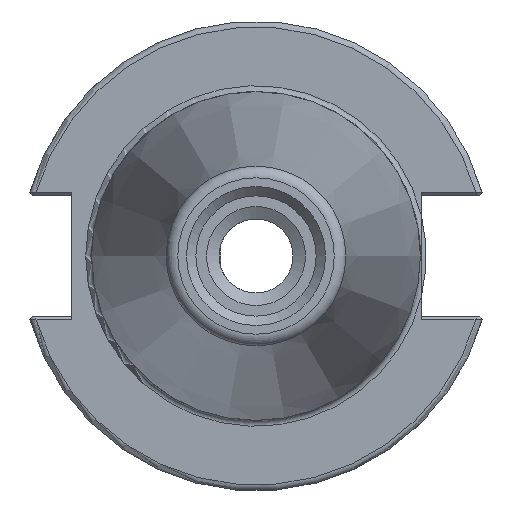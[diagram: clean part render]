
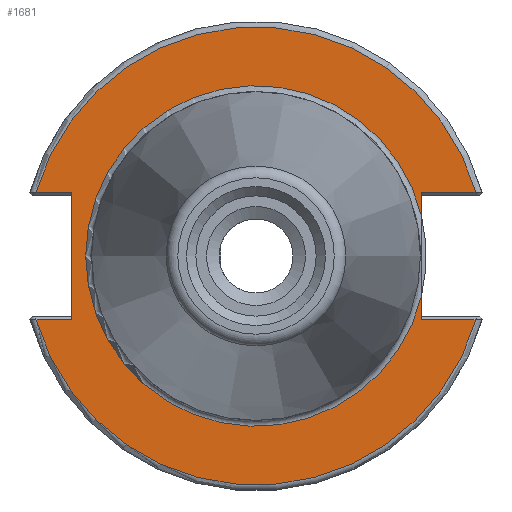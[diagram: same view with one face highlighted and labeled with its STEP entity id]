
A CAD part, left-side view. The second image highlights one B-rep face of the part: STEP entity #1681.
In plain terms, the highlighted planar face has unit normal (-1, 0, 0).
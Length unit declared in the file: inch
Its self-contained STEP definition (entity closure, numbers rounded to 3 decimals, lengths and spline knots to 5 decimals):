
#86=CIRCLE('',#1798,0.90625);
#88=CIRCLE('',#1801,1.21875);
#89=CIRCLE('',#1802,1.21875);
#265=FACE_OUTER_BOUND('',#383,.T.);
#383=EDGE_LOOP('',(#1197,#1198,#1199,#1200,#1201,#1202,#1203,#1204,#1205,
#1206));
#476=LINE('',#2634,#578);
#491=LINE('',#2716,#593);
#494=LINE('',#2725,#596);
#502=LINE('',#2740,#604);
#506=LINE('',#2776,#608);
#507=LINE('',#2779,#609);
#508=LINE('',#2782,#610);
#578=VECTOR('',#1930,0.67625);
#593=VECTOR('',#1953,0.19091);
#596=VECTOR('',#1962,0.12159);
#604=VECTOR('',#1970,0.12159);
#608=VECTOR('',#2014,0.29091);
#609=VECTOR('',#2017,0.19091);
#610=VECTOR('',#2020,0.29091);
#689=VERTEX_POINT('',#2632);
#690=VERTEX_POINT('',#2633);
#709=VERTEX_POINT('',#2715);
#710=VERTEX_POINT('',#2719);
#711=VERTEX_POINT('',#2720);
#712=VERTEX_POINT('',#2724);
#719=VERTEX_POINT('',#2738);
#731=VERTEX_POINT('',#2775);
#732=VERTEX_POINT('',#2778);
#733=VERTEX_POINT('',#2780);
#858=EDGE_CURVE('',#689,#690,#476,.T.);
#880=EDGE_CURVE('',#690,#709,#491,.T.);
#884=EDGE_CURVE('',#712,#710,#494,.T.);
#892=EDGE_CURVE('',#711,#719,#502,.T.);
#905=EDGE_CURVE('',#711,#710,#86,.T.);
#907=EDGE_CURVE('',#719,#731,#506,.T.);
#908=EDGE_CURVE('',#709,#731,#88,.T.);
#909=EDGE_CURVE('',#732,#689,#507,.T.);
#910=EDGE_CURVE('',#733,#732,#89,.T.);
#911=EDGE_CURVE('',#733,#712,#508,.T.);
#1197=ORIENTED_EDGE('',*,*,#907,.T.);
#1198=ORIENTED_EDGE('',*,*,#908,.F.);
#1199=ORIENTED_EDGE('',*,*,#880,.F.);
#1200=ORIENTED_EDGE('',*,*,#858,.F.);
#1201=ORIENTED_EDGE('',*,*,#909,.F.);
#1202=ORIENTED_EDGE('',*,*,#910,.F.);
#1203=ORIENTED_EDGE('',*,*,#911,.T.);
#1204=ORIENTED_EDGE('',*,*,#884,.T.);
#1205=ORIENTED_EDGE('',*,*,#905,.F.);
#1206=ORIENTED_EDGE('',*,*,#892,.T.);
#1538=PLANE('',#1800);
#1681=ADVANCED_FACE('',(#265),#1538,.T.);
#1798=AXIS2_PLACEMENT_3D('',#2771,#2008,#2009);
#1800=AXIS2_PLACEMENT_3D('',#2774,#2012,#2013);
#1801=AXIS2_PLACEMENT_3D('',#2777,#2015,#2016);
#1802=AXIS2_PLACEMENT_3D('',#2781,#2018,#2019);
#1930=DIRECTION('',(0.,0.,1.));
#1953=DIRECTION('',(0.,1.,0.));
#1962=DIRECTION('',(0.,0.,1.));
#1970=DIRECTION('',(0.,0.,1.));
#2008=DIRECTION('center_axis',(-1.,0.,0.));
#2009=DIRECTION('ref_axis',(0.,1.,0.));
#2012=DIRECTION('center_axis',(-1.,0.,0.));
#2013=DIRECTION('ref_axis',(0.,0.,1.));
#2014=DIRECTION('',(0.,-1.,0.));
#2015=DIRECTION('center_axis',(1.,0.,0.));
#2016=DIRECTION('ref_axis',(0.,0.,
1.));
#2017=DIRECTION('',(0.,-1.,0.));
#2018=DIRECTION('center_axis',(1.,0.,0.));
#2019=DIRECTION('ref_axis',(0.,0.,
-1.));
#2020=DIRECTION('',(0.,1.,0.));
#2632=CARTESIAN_POINT('',(2.815,0.98,-0.33813));
#2633=CARTESIAN_POINT('',(2.815,0.98,0.33813));
#2634=CARTESIAN_POINT('',(2.815,0.98,-0.33813));
#2715=CARTESIAN_POINT('',(2.815,1.17091,0.33813));
#2716=CARTESIAN_POINT('',(2.815,0.0275,0.33813));
#2719=CARTESIAN_POINT('',(2.815,-0.88,-0.21654));
#2720=CARTESIAN_POINT('',(2.815,-0.88,0.21654));
#2724=CARTESIAN_POINT('',(2.815,-0.88,-0.33813));
#2725=CARTESIAN_POINT('',(2.815,-0.88,0.));
#2738=CARTESIAN_POINT('',(2.815,-0.88,0.33813));
#2740=CARTESIAN_POINT('',(2.815,-0.88,0.));
#2771=CARTESIAN_POINT('Origin',(2.815,0.,0.));
#2774=CARTESIAN_POINT('Origin',(2.815,-0.875,0.));
#2775=CARTESIAN_POINT('',(2.815,-1.17091,0.33813));
#2776=CARTESIAN_POINT('',(2.815,-0.9025,0.33813));
#2777=CARTESIAN_POINT('Origin',(2.815,0.,0.));
#2778=CARTESIAN_POINT('',(2.815,1.17091,-0.33813));
#2779=CARTESIAN_POINT('',(2.815,0.2775,-0.33813));
#2780=CARTESIAN_POINT('',(2.815,-1.17091,-0.33813));
#2781=CARTESIAN_POINT('Origin',(2.815,0.,0.));
#2782=CARTESIAN_POINT('',(2.815,-0.9025,-0.33813));
